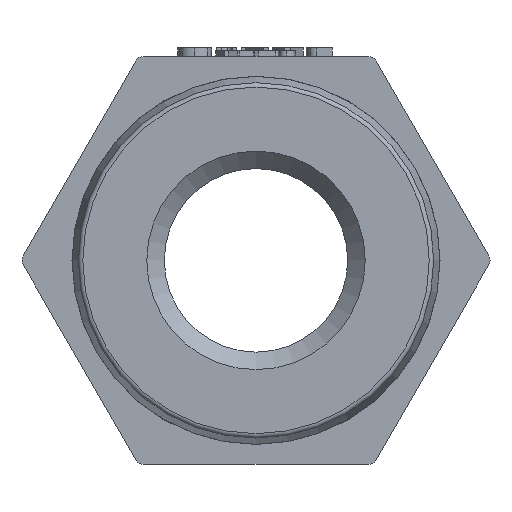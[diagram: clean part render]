
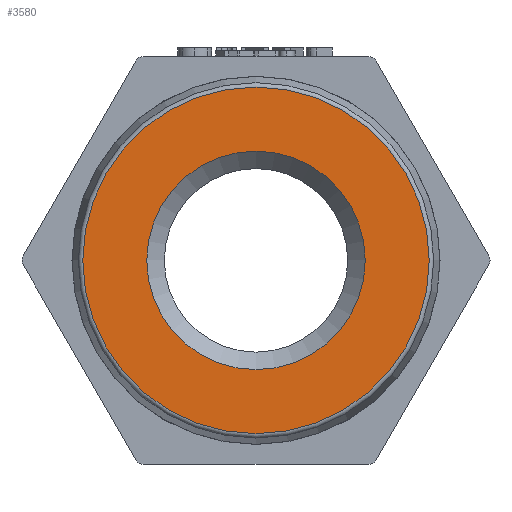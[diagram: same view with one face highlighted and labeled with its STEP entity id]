
A CAD part, left-side view. The second image highlights one B-rep face of the part: STEP entity #3580.
In plain terms, the highlighted planar face has unit normal (-1, 0, 0).
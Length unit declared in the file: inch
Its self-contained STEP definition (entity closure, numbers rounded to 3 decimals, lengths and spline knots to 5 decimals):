
#926=PLANE('',#3821);
#1063=FACE_BOUND('',#1317,.T.);
#1098=FACE_OUTER_BOUND('',#1316,.T.);
#1316=EDGE_LOOP('',(#2507));
#1317=EDGE_LOOP('',(#2508));
#1561=CIRCLE('',#3820,0.59489);
#1562=CIRCLE('',#3822,0.375);
#1610=VERTEX_POINT('',#4741);
#1611=VERTEX_POINT('',#4744);
#1967=EDGE_CURVE('',#1610,#1610,#1561,.T.);
#1968=EDGE_CURVE('',#1611,#1611,#1562,.T.);
#2507=ORIENTED_EDGE('',*,*,#1967,.F.);
#2508=ORIENTED_EDGE('',*,*,#1968,.T.);
#3580=ADVANCED_FACE('',(#1098,#1063),#926,.T.);
#3820=AXIS2_PLACEMENT_3D('',#4742,#4021,#4022);
#3821=AXIS2_PLACEMENT_3D('',#4743,#4023,#4024);
#3822=AXIS2_PLACEMENT_3D('',#4745,#4025,#4026);
#4021=DIRECTION('center_axis',(1.,0.,0.));
#4022=DIRECTION('ref_axis',(0.,-1.,0.));
#4023=DIRECTION('center_axis',(-1.,0.,0.));
#4024=DIRECTION('ref_axis',(0.,0.,1.));
#4025=DIRECTION('center_axis',(1.,0.,0.));
#4026=DIRECTION('ref_axis',(0.,1.,0.));
#4741=CARTESIAN_POINT('',(-1.9375,0.59489,0.));
#4742=CARTESIAN_POINT('Origin',(-1.9375,0.,0.));
#4743=CARTESIAN_POINT('Origin',(-1.9375,0.49094,0.));
#4744=CARTESIAN_POINT('',(-1.9375,0.375,0.));
#4745=CARTESIAN_POINT('Origin',(-1.9375,0.,0.));
